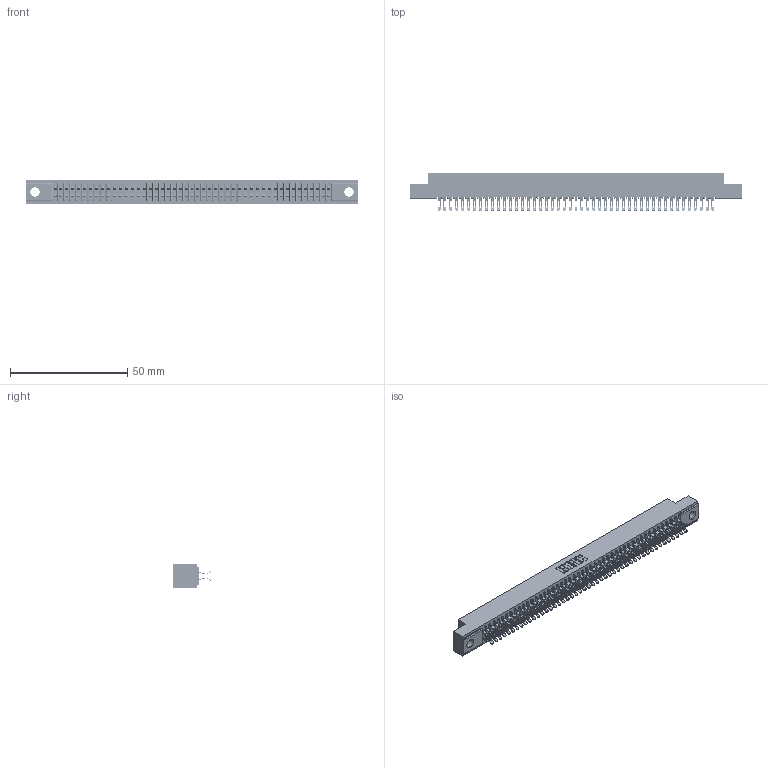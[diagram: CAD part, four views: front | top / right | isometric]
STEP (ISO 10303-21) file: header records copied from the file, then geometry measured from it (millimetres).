
FILE_DESCRIPTION (( 'STEP AP203' ), '1' );
FILE_NAME ('391-094-555-204.STEP', '2018-08-09T18:18:57', ( '' ), ( '' ), 'SwSTEP 2.0', 'SolidWorks 2016', '' );
FILE_SCHEMA (( 'CONFIG_CONTROL_DESIGN' ));
Length unit declared in the file: inch
Products named in the file (3): 341 Part_.156 (3.96) Dia Mounting Holes; 341-292-001_341-292-155; 391-094-555-204
Assembly tree (95 placements, depth 2):
  391-094-555-204
    341 Part_.156 (3.96) Dia Mounting Holes
    341-292-001_341-292-155  x94
Bounding box: 141.6 x 16.31 x 10.16 mm (x, y, z)
Volume: 10474.7 mm3; surface area: 19405.4 mm2
Topology: 95 solids, 95 shells, 7462 faces, 22301 edges, 14518 vertices
Faces by surface type: plane 4030, cylinder 3244, sphere 96, torus 92
Entity records: 57102 total; most frequent: CARTESIAN_POINT 9513, ORIENTED_EDGE 9442, DIRECTION 9211, EDGE_CURVE 4721, LINE 3811, VECTOR 3811, VERTEX_POINT 2986, AXIS2_PLACEMENT_3D 2700
